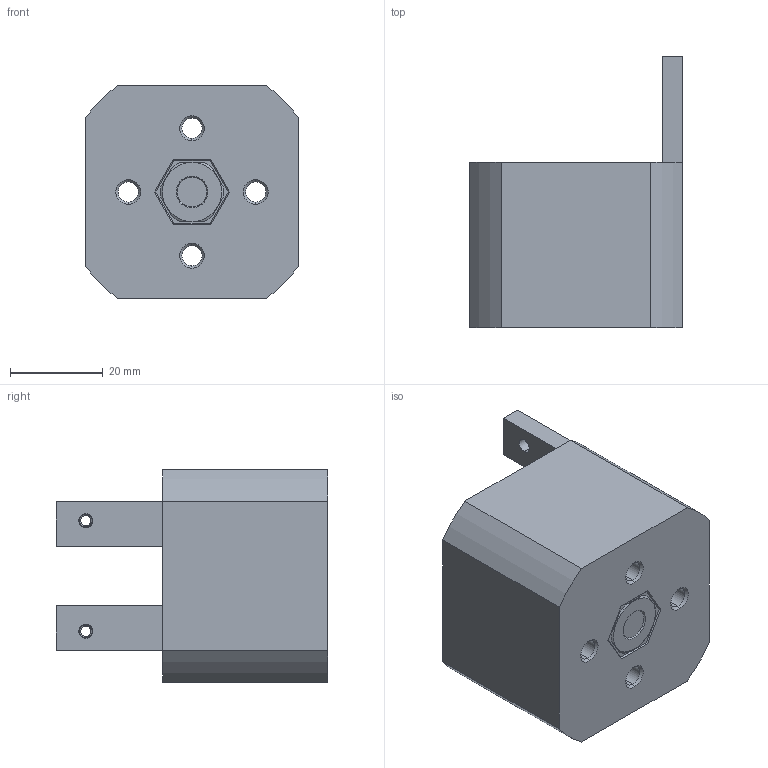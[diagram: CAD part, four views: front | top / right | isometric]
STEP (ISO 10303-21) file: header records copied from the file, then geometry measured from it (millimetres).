
FILE_DESCRIPTION (( 'STEP AP203' ), '1' );
FILE_NAME ('SAX-MT1125-C1.STEP', '2021-07-19T18:46:09', ( '' ), ( '' ), 'SwSTEP 2.0', 'SolidWorks 2021', '' );
FILE_SCHEMA (( 'CONFIG_CONTROL_DESIGN' ));
Length unit declared in the file: inch
Products named in the file (1): SAX-MT1125-C1
Bounding box: 45.72 x 58.42 x 45.72 mm (x, y, z)
Volume: 71084.1 mm3; surface area: 13444.8 mm2
Topology: 3 solids, 3 shells, 175 faces, 397 edges, 236 vertices
Faces by surface type: plane 68, cone 67, cylinder 40
Entity records: 5090 total; most frequent: CARTESIAN_POINT 1056, DIRECTION 845, ORIENTED_EDGE 794, EDGE_CURVE 397, AXIS2_PLACEMENT_3D 315, VERTEX_POINT 236, LINE 215, VECTOR 215
